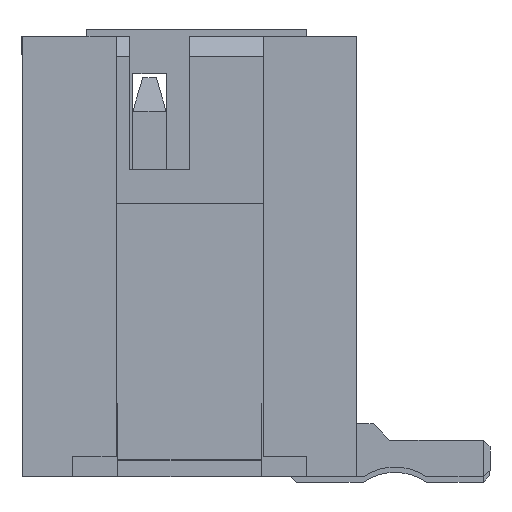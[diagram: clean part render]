
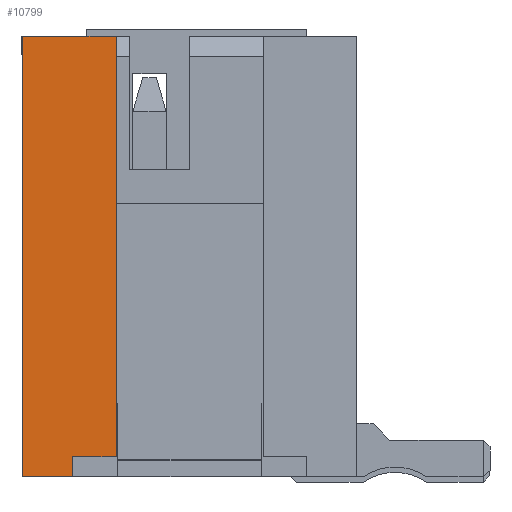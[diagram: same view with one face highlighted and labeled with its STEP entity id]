
A CAD part, left-side view. The second image highlights one B-rep face of the part: STEP entity #10799.
In plain terms, the highlighted face is planar.
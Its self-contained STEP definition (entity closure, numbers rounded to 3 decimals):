
#710=ORIENTED_EDGE('',*,*,#2842,.F.);
#711=ORIENTED_EDGE('',*,*,#2802,.F.);
#712=ORIENTED_EDGE('',*,*,#2792,.F.);
#713=ORIENTED_EDGE('',*,*,#2843,.T.);
#714=ORIENTED_EDGE('',*,*,#2844,.F.);
#715=ORIENTED_EDGE('',*,*,#2845,.F.);
#2792=EDGE_CURVE('',#3850,#3851,#4679,.T.);
#2802=EDGE_CURVE('',#3851,#3857,#4689,.T.);
#2842=EDGE_CURVE('',#3857,#3882,#4729,.T.);
#2843=EDGE_CURVE('',#3850,#3883,#4730,.T.);
#2844=EDGE_CURVE('',#3884,#3883,#4731,.T.);
#2845=EDGE_CURVE('',#3882,#3884,#4732,.T.);
#3850=VERTEX_POINT('',#14418);
#3851=VERTEX_POINT('',#14420);
#3857=VERTEX_POINT('',#14438);
#3882=VERTEX_POINT('',#14516);
#3883=VERTEX_POINT('',#14518);
#3884=VERTEX_POINT('',#14520);
#4679=LINE('',#14419,#5806);
#4689=LINE('',#14439,#5816);
#4729=LINE('',#14515,#5856);
#4730=LINE('',#14517,#5857);
#4731=LINE('',#14519,#5858);
#4732=LINE('',#14521,#5859);
#5806=VECTOR('',#12183,1000.);
#5816=VECTOR('',#12199,1000.);
#5856=VECTOR('',#12263,1000.);
#5857=VECTOR('',#12264,1000.);
#5858=VECTOR('',#12265,1000.);
#5859=VECTOR('',#12266,1000.);
#6640=EDGE_LOOP('',(#710,#711,#712,#713,#714,#715));
#7065=FACE_BOUND('',#6640,.T.);
#7481=PLANE('',#11222);
#10799=ADVANCED_FACE('',(#7065),#7481,.F.);
#11222=AXIS2_PLACEMENT_3D('',#14514,#12261,#12262);
#12183=DIRECTION('',(0.,-1.,0.));
#12199=DIRECTION('',(0.,0.,-1.));
#12261=DIRECTION('',(-1.,0.,0.));
#12262=DIRECTION('',(0.,0.,1.));
#12263=DIRECTION('',(0.,-1.,0.));
#12264=DIRECTION('',(0.,0.,1.));
#12265=DIRECTION('',(0.,1.,0.));
#12266=DIRECTION('',(0.,0.,1.));
#14418=CARTESIAN_POINT('',(11.,-1.1,-3.));
#14419=CARTESIAN_POINT('',(11.,0.,-3.));
#14420=CARTESIAN_POINT('',(11.,-1.75,-3.));
#14438=CARTESIAN_POINT('',(11.,-1.75,-3.3));
#14439=CARTESIAN_POINT('',(11.,-1.75,-3.));
#14514=CARTESIAN_POINT('',(11.,0.,0.));
#14515=CARTESIAN_POINT('',(11.,2.5,-3.3));
#14516=CARTESIAN_POINT('',(11.,-2.5,-3.3));
#14517=CARTESIAN_POINT('',(11.,-1.1,-2.2));
#14518=CARTESIAN_POINT('',(11.,-1.1,3.3));
#14519=CARTESIAN_POINT('',(11.,-2.5,3.3));
#14520=CARTESIAN_POINT('',(11.,-2.5,3.3));
#14521=CARTESIAN_POINT('',(11.,-2.5,-3.3));
